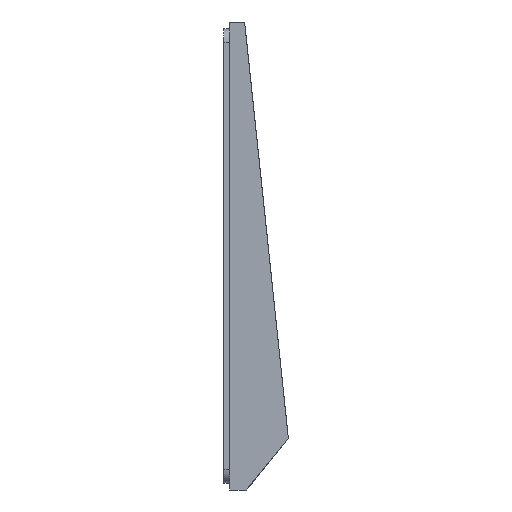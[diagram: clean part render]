
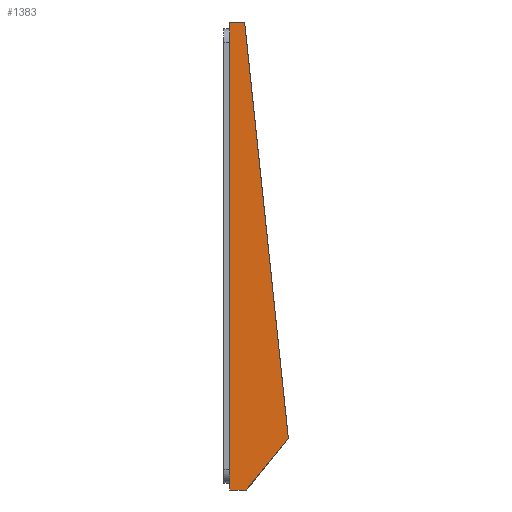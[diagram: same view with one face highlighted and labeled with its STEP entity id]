
A CAD part, left-side view. The second image highlights one B-rep face of the part: STEP entity #1383.
In plain terms, the highlighted planar face has unit normal (-1, 0, 0).
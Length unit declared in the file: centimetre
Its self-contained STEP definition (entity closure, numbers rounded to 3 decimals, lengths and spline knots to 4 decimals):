
#166 = CARTESIAN_POINT ( 'NONE',  ( 0., -6.3364, -5.617 ) ) ;
#187 = CARTESIAN_POINT ( 'NONE',  ( 0., 0.43, 0. ) ) ;
#253 = VECTOR ( 'NONE', #1393, 100. ) ;
#254 = LINE ( 'NONE', #739, #1901 ) ;
#605 = DIRECTION ( 'NONE',  ( 0., -1., 0. ) ) ;
#739 = CARTESIAN_POINT ( 'NONE',  ( 0., 0.6, 0. ) ) ;
#777 = EDGE_LOOP ( 'NONE', ( #1673, #2577, #990, #1775, #2001 ) ) ;
#812 = VERTEX_POINT ( 'NONE', #1307 ) ;
#901 = VECTOR ( 'NONE', #2298, 100. ) ;
#938 = FACE_OUTER_BOUND ( 'NONE', #777, .T. ) ;
#990 = ORIENTED_EDGE ( 'NONE', *, *, #1729, .T. ) ;
#1307 = CARTESIAN_POINT ( 'NONE',  ( 0., -1.2505, -11.8975 ) ) ;
#1328 = VERTEX_POINT ( 'NONE', #187 ) ;
#1383 = ADVANCED_FACE ( 'NONE', ( #938 ), #1732, .F. ) ;
#1393 = DIRECTION ( 'NONE',  ( 0., -0.105, -0.995 ) ) ;
#1413 = DIRECTION ( 'NONE',  ( 0., -0.629, 0.777 ) ) ;
#1433 = VERTEX_POINT ( 'NONE', #2249 ) ;
#1478 = EDGE_CURVE ( 'NONE', #1433, #1328, #2036, .T. ) ;
#1661 = LINE ( 'NONE', #3107, #253 ) ;
#1673 = ORIENTED_EDGE ( 'NONE', *, *, #1478, .F. ) ;
#1680 = LINE ( 'NONE', #166, #2175 ) ;
#1729 = EDGE_CURVE ( 'NONE', #2828, #812, #1680, .T. ) ;
#1732 = PLANE ( 'NONE',  #3247 ) ;
#1775 = ORIENTED_EDGE ( 'NONE', *, *, #2153, .F. ) ;
#1874 = CARTESIAN_POINT ( 'NONE',  ( 0., 0.6, -13.38 ) ) ;
#1901 = VECTOR ( 'NONE', #3292, 100. ) ;
#1968 = VECTOR ( 'NONE', #605, 100. ) ;
#2001 = ORIENTED_EDGE ( 'NONE', *, *, #2986, .F. ) ;
#2036 = LINE ( 'NONE', #2048, #901 ) ;
#2048 = CARTESIAN_POINT ( 'NONE',  ( 0., 0.43, 0. ) ) ;
#2052 = CARTESIAN_POINT ( 'NONE',  ( 0., -0.05, -13.38 ) ) ;
#2153 = EDGE_CURVE ( 'NONE', #2535, #812, #1661, .T. ) ;
#2175 = VECTOR ( 'NONE', #1413, 100. ) ;
#2219 = DIRECTION ( 'NONE',  ( 1., 0., 0. ) ) ;
#2249 = CARTESIAN_POINT ( 'NONE',  ( 0., 0.43, -13.38 ) ) ;
#2270 = EDGE_CURVE ( 'NONE', #1433, #2828, #2877, .T. ) ;
#2298 = DIRECTION ( 'NONE',  ( 0., 0., 1. ) ) ;
#2535 = VERTEX_POINT ( 'NONE', #2640 ) ;
#2577 = ORIENTED_EDGE ( 'NONE', *, *, #2270, .T. ) ;
#2640 = CARTESIAN_POINT ( 'NONE',  ( 0., 0., 0. ) ) ;
#2749 = DIRECTION ( 'NONE',  ( 0., 0., -1. ) ) ;
#2828 = VERTEX_POINT ( 'NONE', #2052 ) ;
#2877 = LINE ( 'NONE', #1874, #1968 ) ;
#2986 = EDGE_CURVE ( 'NONE', #1328, #2535, #254, .T. ) ;
#3107 = CARTESIAN_POINT ( 'NONE',  ( 0., -1.8512, -17.6128 ) ) ;
#3209 = CARTESIAN_POINT ( 'NONE',  ( 0., 0.6, 0. ) ) ;
#3247 = AXIS2_PLACEMENT_3D ( 'NONE', #3209, #2219, #2749 ) ;
#3292 = DIRECTION ( 'NONE',  ( 0., -1., 0. ) ) ;
